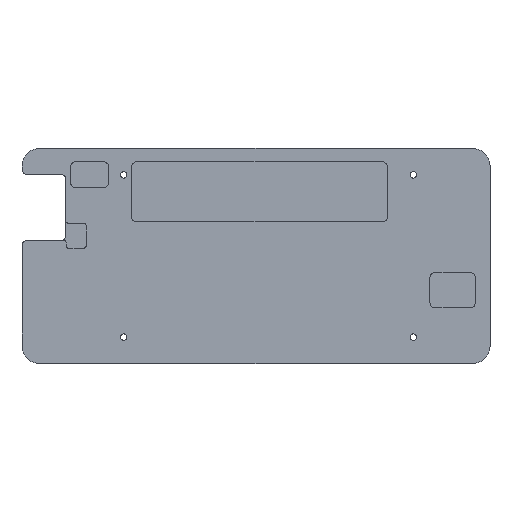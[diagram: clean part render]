
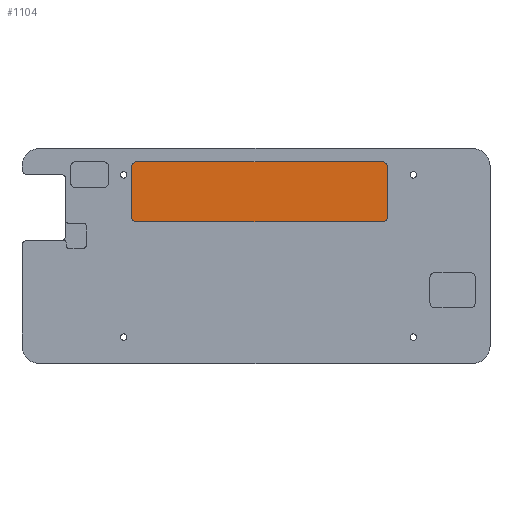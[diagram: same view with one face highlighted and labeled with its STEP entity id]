
A CAD part, top view. The second image highlights one B-rep face of the part: STEP entity #1104.
In plain terms, the highlighted planar face has unit normal (0, 0, 1).
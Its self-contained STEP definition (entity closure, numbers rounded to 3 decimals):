
#42=PLANE('',#1225);
#86=FACE_OUTER_BOUND('',#156,.T.);
#156=EDGE_LOOP('',(#905,#906,#907,#908,#909,#910,#911,#912));
#253=LINE('',#1841,#357);
#254=LINE('',#1845,#358);
#255=LINE('',#1849,#359);
#256=LINE('',#1852,#360);
#357=VECTOR('',#1486,10.);
#358=VECTOR('',#1489,10.);
#359=VECTOR('',#1492,10.);
#360=VECTOR('',#1495,10.);
#443=CIRCLE('',#1224,2.);
#444=CIRCLE('',#1226,2.);
#445=CIRCLE('',#1227,2.);
#446=CIRCLE('',#1228,2.);
#539=VERTEX_POINT('',#1834);
#540=VERTEX_POINT('',#1835);
#541=VERTEX_POINT('',#1840);
#542=VERTEX_POINT('',#1842);
#543=VERTEX_POINT('',#1844);
#544=VERTEX_POINT('',#1846);
#545=VERTEX_POINT('',#1848);
#546=VERTEX_POINT('',#1850);
#671=EDGE_CURVE('',#539,#540,#443,.T.);
#674=EDGE_CURVE('',#540,#541,#253,.T.);
#675=EDGE_CURVE('',#541,#542,#444,.T.);
#676=EDGE_CURVE('',#543,#542,#254,.T.);
#677=EDGE_CURVE('',#544,#543,#445,.T.);
#678=EDGE_CURVE('',#545,#544,#255,.T.);
#679=EDGE_CURVE('',#546,#545,#446,.T.);
#680=EDGE_CURVE('',#539,#546,#256,.T.);
#905=ORIENTED_EDGE('',*,*,#671,.T.);
#906=ORIENTED_EDGE('',*,*,#674,.T.);
#907=ORIENTED_EDGE('',*,*,#675,.T.);
#908=ORIENTED_EDGE('',*,*,#676,.F.);
#909=ORIENTED_EDGE('',*,*,#677,.F.);
#910=ORIENTED_EDGE('',*,*,#678,.F.);
#911=ORIENTED_EDGE('',*,*,#679,.F.);
#912=ORIENTED_EDGE('',*,*,#680,.F.);
#1104=ADVANCED_FACE('',(#86),#42,.T.);
#1224=AXIS2_PLACEMENT_3D('',#1836,#1480,#1481);
#1225=AXIS2_PLACEMENT_3D('',#1839,#1484,#1485);
#1226=AXIS2_PLACEMENT_3D('',#1843,#1487,#1488);
#1227=AXIS2_PLACEMENT_3D('',#1847,#1490,#1491);
#1228=AXIS2_PLACEMENT_3D('',#1851,#1493,#1494);
#1480=DIRECTION('center_axis',(0.,0.,1.));
#1481=DIRECTION('ref_axis',(0.707,0.707,0.));
#1484=DIRECTION('center_axis',(0.,0.,1.));
#1485=DIRECTION('ref_axis',(1.,0.,0.));
#1486=DIRECTION('',(-1.,0.,0.));
#1487=DIRECTION('center_axis',(0.,0.,1.));
#1488=DIRECTION('ref_axis',(-0.707,0.707,0.));
#1489=DIRECTION('',(0.,1.,0.));
#1490=DIRECTION('center_axis',(0.,0.,-1.));
#1491=DIRECTION('ref_axis',(0.,-1.,0.));
#1492=DIRECTION('',(-1.,0.,0.));
#1493=DIRECTION('center_axis',(0.,0.,-1.));
#1494=DIRECTION('ref_axis',(1.,0.,0.));
#1495=DIRECTION('',(0.,-1.,0.));
#1834=CARTESIAN_POINT('',(141.01,73.7,-5.653));
#1835=CARTESIAN_POINT('',(139.01,75.7,-5.653));
#1836=CARTESIAN_POINT('Origin',(139.01,73.7,-5.653));
#1839=CARTESIAN_POINT('Origin',(98.178,48.725,-5.653));
#1840=CARTESIAN_POINT('',(40.8,75.7,-5.653));
#1841=CARTESIAN_POINT('',(119.594,75.7,-5.653));
#1842=CARTESIAN_POINT('',(38.8,73.7,-5.653));
#1843=CARTESIAN_POINT('Origin',(40.8,73.7,-5.653));
#1844=CARTESIAN_POINT('',(38.8,53.69,-5.653));
#1845=CARTESIAN_POINT('',(38.8,64.912,-5.653));
#1846=CARTESIAN_POINT('',(40.8,51.69,-5.653));
#1847=CARTESIAN_POINT('Origin',(40.8,53.69,-5.653));
#1848=CARTESIAN_POINT('',(139.01,51.69,-5.653));
#1849=CARTESIAN_POINT('',(69.489,51.69,-5.653));
#1850=CARTESIAN_POINT('',(141.01,53.69,-5.653));
#1851=CARTESIAN_POINT('Origin',(139.01,53.69,-5.653));
#1852=CARTESIAN_POINT('',(141.01,51.207,-5.653));
